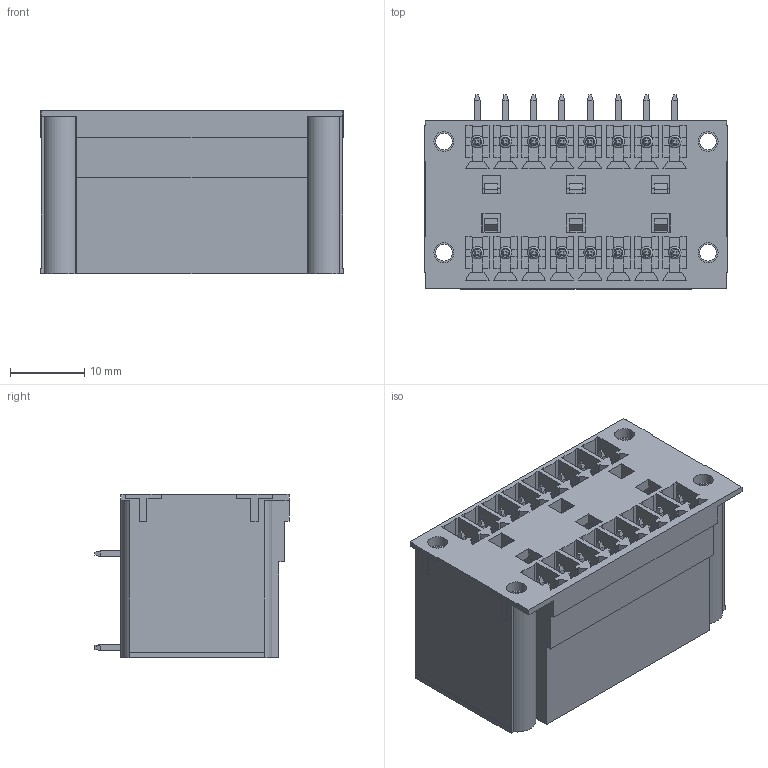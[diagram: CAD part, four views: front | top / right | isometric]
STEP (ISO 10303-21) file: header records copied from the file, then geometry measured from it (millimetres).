
FILE_DESCRIPTION(/* description */ ('Unknown'),/* implementation_level */ '2;1');
FILE_NAME(/* name */ '691328310016',/* time_stamp */ '2023-08-23T16:59:54+02:00',/* author */ ('Unknown'),/* organization */ ('Unknown'),/* preprocessor_version */ 'ST-DEVELOPER v18.102',/* originating_system */ 'Solid Edge',/* authorisation */ 'Unknown');
FILE_SCHEMA (('AUTOMOTIVE_DESIGN {1 0 10303 214 3 1 1}'));
Length unit declared in the file: millimetre
Products named in the file (6): 6913283100xx; 691328310016; 691328310016_CAPOT; 6913283100xx_PIN; 6913283100xx_PIN_LONGUE; 6913283100xx_INSERT
Assembly tree (22 placements, depth 2):
  6913283100xx
    691328310016
    691328310016_CAPOT
    6913283100xx_PIN  x8
    6913283100xx_PIN_LONGUE  x8
    6913283100xx_INSERT  x4
Bounding box: 40.87 x 26.2 x 22 mm (x, y, z)
Volume: 7665 mm3; surface area: 19807.1 mm2
Topology: 22 solids, 22 shells, 1510 faces, 4038 edges, 2578 vertices
Faces by surface type: plane 1426, cylinder 60, torus 24
Full cylindrical faces by diameter (mm): 1.68 x16, 2.25 x4, 2.7 x4
Entity records: 38958 total; most frequent: CARTESIAN_POINT 6954, ORIENTED_EDGE 6780, DIRECTION 6086, EDGE_CURVE 3390, LINE 3194, VECTOR 3194, VERTEX_POINT 2206, AXIS2_PLACEMENT_3D 1446
